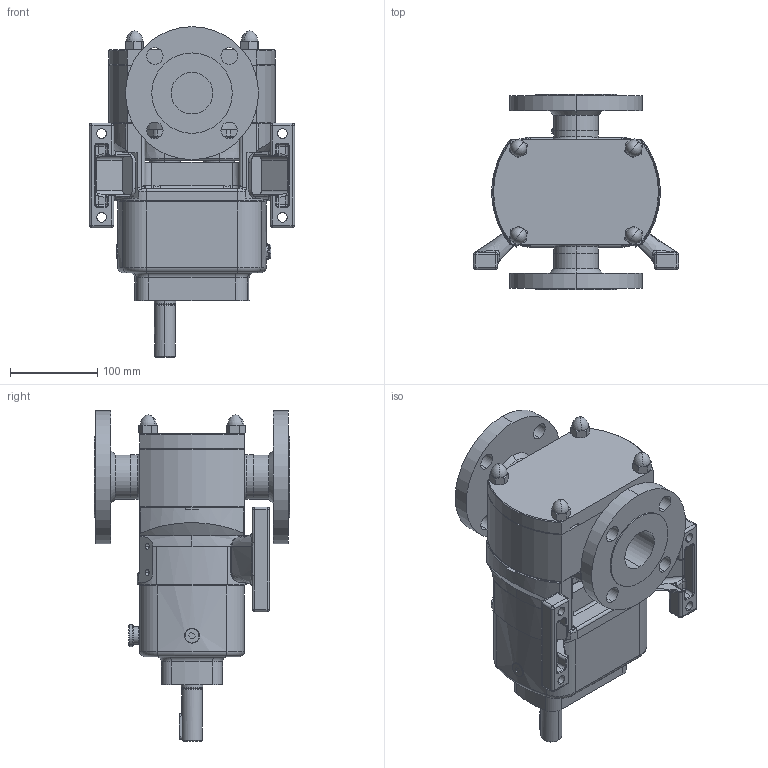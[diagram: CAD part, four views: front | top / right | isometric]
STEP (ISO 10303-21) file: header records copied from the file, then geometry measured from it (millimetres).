
FILE_DESCRIPTION (( 'STEP AP214' ), '1' );
FILE_NAME ('GA4517.STEP', '2024-11-07T17:06:35', ( '' ), ( '' ), 'SwSTEP 2.0', 'SolidWorks 2023', '' );
FILE_SCHEMA (( 'AUTOMOTIVE_DESIGN' ));
Length unit declared in the file: millimetre
Products named in the file (3): Copy of CP20-0031-07 V L^GA4517; GA4517; Copy of Z94-5301-33 - 2 INCH ASA 150^GA4517
Assembly tree (3 placements, depth 2):
  GA4517
    Copy of CP20-0031-07 V L^GA4517
    Copy of Z94-5301-33 - 2 INCH ASA 150^GA4517  x2
Bounding box: 235.23 x 224 x 378.99 mm (x, y, z)
Volume: 5752820.5 mm3; surface area: 399378.1 mm2
Topology: 3 solids, 3 shells, 821 faces, 2031 edges, 1207 vertices
Faces by surface type: cylinder 302, plane 252, bspline 84, torus 78, cone 75, sphere 30
Entity records: 30916 total; most frequent: CARTESIAN_POINT 12623, ORIENTED_EDGE 3886, DIRECTION 3802, EDGE_CURVE 1943, AXIS2_PLACEMENT_3D 1538, VERTEX_POINT 1173, EDGE_LOOP 856, CIRCLE 817
